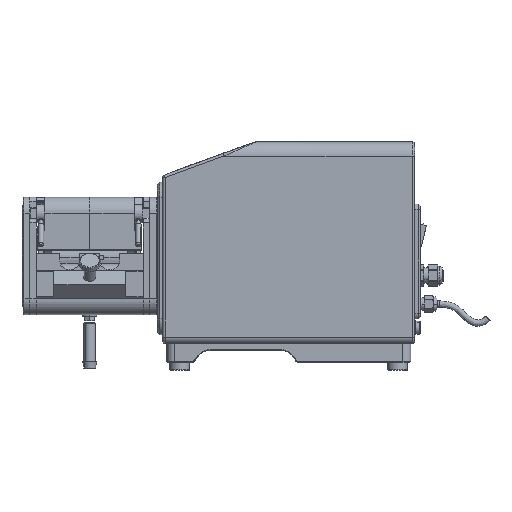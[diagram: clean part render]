
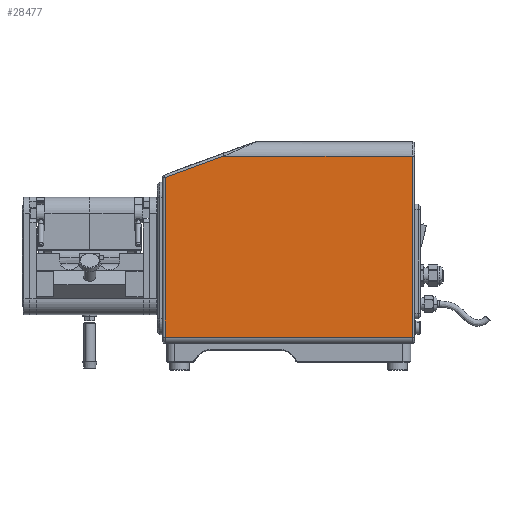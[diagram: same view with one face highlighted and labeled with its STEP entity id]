
A CAD part, front view. The second image highlights one B-rep face of the part: STEP entity #28477.
In plain terms, the highlighted planar face has unit normal (0, -1, 0).
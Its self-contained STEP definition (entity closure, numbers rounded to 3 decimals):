
#2499 = DIRECTION ( 'NONE',  ( 0., 0., -1. ) ) ;
#3218 = EDGE_CURVE ( 'NONE', #77162, #68306, #61933, .T. ) ;
#3720 = CARTESIAN_POINT ( 'NONE',  ( -82.542, -130., 262. ) ) ;
#4930 = EDGE_CURVE ( 'NONE', #65108, #77162, #19700, .T. ) ;
#8320 = EDGE_CURVE ( 'NONE', #68306, #47579, #46241, .T. ) ;
#9207 = VECTOR ( 'NONE', #17007, 1000. ) ;
#11928 = CARTESIAN_POINT ( 'NONE',  ( -157., -130., 234.899 ) ) ;
#14193 = ORIENTED_EDGE ( 'NONE', *, *, #4930, .T. ) ;
#14630 = CARTESIAN_POINT ( 'NONE',  ( -41.858, -130., 262. ) ) ;
#15132 = EDGE_LOOP ( 'NONE', ( #30382, #73589, #14193, #18573, #54669 ) ) ;
#17007 = DIRECTION ( 'NONE',  ( -0.94, 0., -0.342 ) ) ;
#18573 = ORIENTED_EDGE ( 'NONE', *, *, #3218, .T. ) ;
#19630 = CARTESIAN_POINT ( 'NONE',  ( 157., -130., 32. ) ) ;
#19700 = LINE ( 'NONE', #14630, #27815 ) ;
#20067 = DIRECTION ( 'NONE',  ( 1., 0., 0. ) ) ;
#27157 = PLANE ( 'NONE',  #36341 ) ;
#27815 = VECTOR ( 'NONE', #58337, 1000. ) ;
#28383 = DIRECTION ( 'NONE',  ( 1., 0., 0. ) ) ;
#28435 = FACE_OUTER_BOUND ( 'NONE', #15132, .T. ) ;
#28477 = ADVANCED_FACE ( 'NONE', ( #28435 ), #27157, .T. ) ;
#30382 = ORIENTED_EDGE ( 'NONE', *, *, #43938, .T. ) ;
#32114 = DIRECTION ( 'NONE',  ( 0., 0., 1. ) ) ;
#34258 = CARTESIAN_POINT ( 'NONE',  ( -157., -130., 234.899 ) ) ;
#36169 = CARTESIAN_POINT ( 'NONE',  ( -157., -130., 32. ) ) ;
#36341 = AXIS2_PLACEMENT_3D ( 'NONE', #63412, #54708, #28383 ) ;
#42121 = LINE ( 'NONE', #59610, #66557 ) ;
#43938 = EDGE_CURVE ( 'NONE', #47579, #69392, #56291, .T. ) ;
#46241 = LINE ( 'NONE', #36169, #70012 ) ;
#47579 = VERTEX_POINT ( 'NONE', #75337 ) ;
#54669 = ORIENTED_EDGE ( 'NONE', *, *, #8320, .T. ) ;
#54708 = DIRECTION ( 'NONE',  ( 0., -1., 0. ) ) ;
#56291 = LINE ( 'NONE', #72534, #70515 ) ;
#58337 = DIRECTION ( 'NONE',  ( -1., 0., 0. ) ) ;
#58338 = CARTESIAN_POINT ( 'NONE',  ( 157., -130., 262. ) ) ;
#59610 = CARTESIAN_POINT ( 'NONE',  ( 157., -130., 262. ) ) ;
#61933 = LINE ( 'NONE', #11928, #9207 ) ;
#63412 = CARTESIAN_POINT ( 'NONE',  ( -41.858, -130., 237. ) ) ;
#65108 = VERTEX_POINT ( 'NONE', #58338 ) ;
#66557 = VECTOR ( 'NONE', #32114, 1000. ) ;
#68306 = VERTEX_POINT ( 'NONE', #34258 ) ;
#69392 = VERTEX_POINT ( 'NONE', #19630 ) ;
#70012 = VECTOR ( 'NONE', #2499, 1000. ) ;
#70515 = VECTOR ( 'NONE', #20067, 1000. ) ;
#72534 = CARTESIAN_POINT ( 'NONE',  ( 160., -130., 32. ) ) ;
#73461 = EDGE_CURVE ( 'NONE', #69392, #65108, #42121, .T. ) ;
#73589 = ORIENTED_EDGE ( 'NONE', *, *, #73461, .T. ) ;
#75337 = CARTESIAN_POINT ( 'NONE',  ( -157., -130., 32. ) ) ;
#77162 = VERTEX_POINT ( 'NONE', #3720 ) ;
